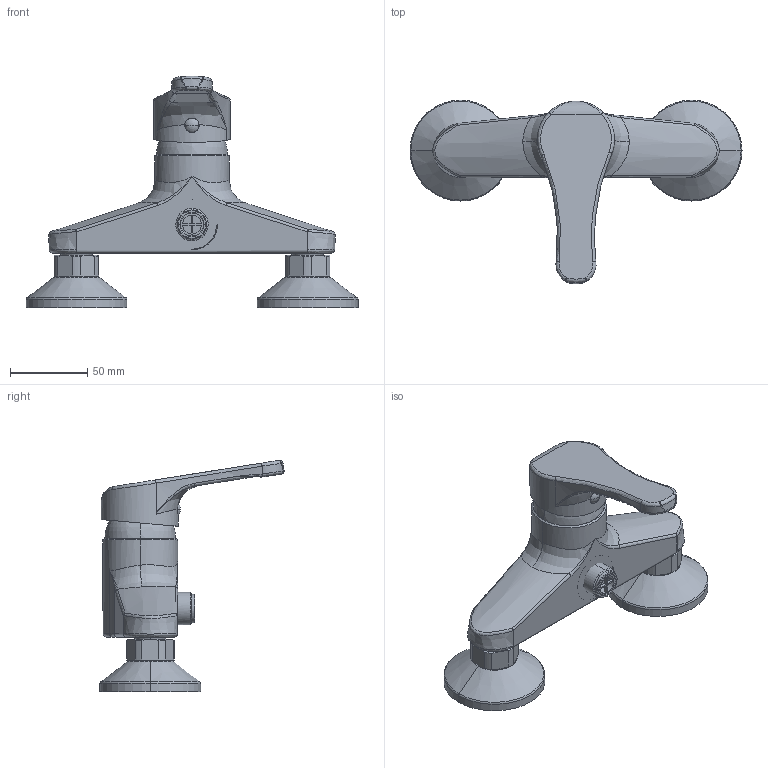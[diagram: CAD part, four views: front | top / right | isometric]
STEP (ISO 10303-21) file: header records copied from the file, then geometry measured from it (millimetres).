
FILE_DESCRIPTION((''),'2;1');
FILE_NAME('NT168CR','2021-11-10T12:55:26',('ut3'),('PAFFONI SpA'),'CREO PARAMETRIC BY PTC INC, 2020044','CREO PARAMETRIC BY PTC INC, 2020044','');
FILE_SCHEMA(('CONFIG_CONTROL_DESIGN','SHAPE_APPEARANCE_LAYERS_GROUPS'));
Products named in the file (1): NT168CR
Bounding box: 215.5 x 119.48 x 150.24 mm (x, y, z)
Volume: 197072.1 mm3; surface area: 128626.2 mm2
Topology: 3 solids, 3 shells, 1411 faces, 3704 edges, 2308 vertices
Faces by surface type: plane 631, cylinder 400, torus 147, bspline 106, cone 99, sphere 24, extrusion 4
Entity records: 67605 total; most frequent: CARTESIAN_POINT 23634, ORIENTED_EDGE 7358, DIRECTION 6850, EDGE_CURVE 3679, AXIS2_PLACEMENT_3D 2574, VERTEX_POINT 2306, VECTOR 1702, LINE 1698
